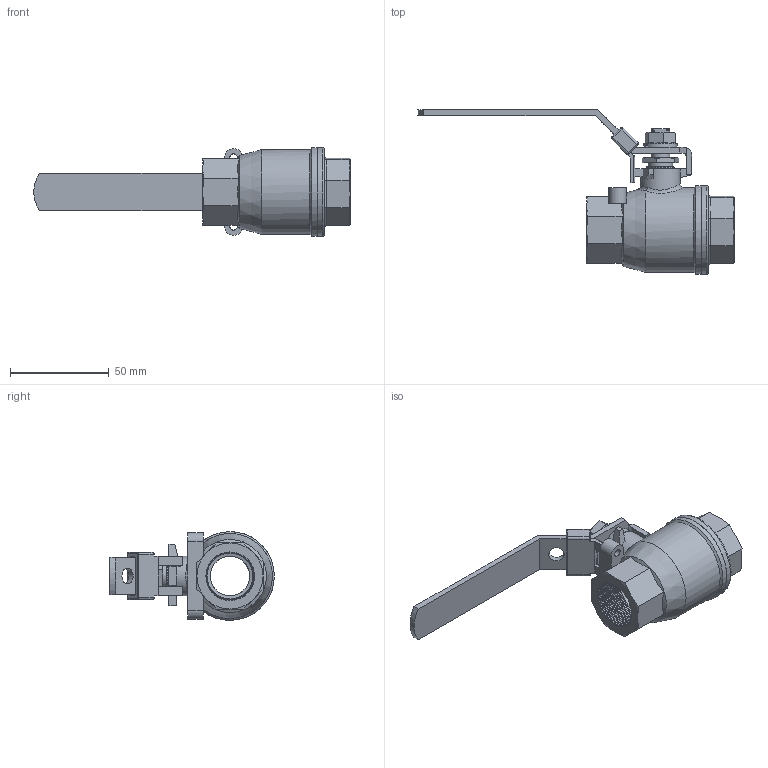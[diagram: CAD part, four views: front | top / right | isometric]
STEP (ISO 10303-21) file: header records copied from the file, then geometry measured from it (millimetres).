
FILE_DESCRIPTION((''),'2;1');
FILE_NAME('VSS075.stp','2013-06-27T15:10:30',('mclevenger'),(''),'Autodesk Inventor 2013','Autodesk Inventor 2013','');
FILE_SCHEMA(('AUTOMOTIVE_DESIGN { 1 0 10303 214 1 1 1 1 }'));
Length unit declared in the file: millimetre
Products named in the file (13): VSS075; VSS075 NT_�w�]; VSS075 TW_�w�]; VSS075 CP_�w�]; VSS075 SM_�w�]; VSS075 HE_�w�]; VSS075BY_�w�]; VSS075 BL_�w�]; VSS075 ST_�w�]; VSS075 PG_�w�]; VSS075 GT_�w�]; VSS075 GN_�w�]; VSS075 SW_�w�]
Assembly tree (13 placements, depth 2):
  VSS075
    VSS075 NT_�w�]
    VSS075 TW_�w�]
    VSS075 CP_�w�]
    VSS075 SM_�w�]
    VSS075 HE_�w�]
    VSS075BY_�w�]
    VSS075 BL_�w�]
    VSS075 ST_�w�]  x2
    VSS075 PG_�w�]
    VSS075 GT_�w�]
    VSS075 GN_�w�]
    VSS075 SW_�w�]
Bounding box: 160.29 x 83.5 x 45 mm (x, y, z)
Volume: 75670.4 mm3; surface area: 47015.1 mm2
Topology: 14 solids, 14 shells, 380 faces, 1096 edges, 717 vertices
Faces by surface type: plane 142, cylinder 117, cone 88, bspline 21, torus 10, sphere 2
Full cylindrical faces by diameter (mm): 3.797 x2, 8 x1, 8.433 x1, 9.5 x3, 10 x2, 12.331 x2, 12.5 x2, 12.6 x1, 12.8 x3, 13 x8, 13.5 x1, 20 x6, 30 x4, 35.8 x1, 36.3 x7, 38 x8, 38.5 x1, 41 x1, 42 x1, 43 x1, 45 x2
Entity records: 35575 total; most frequent: CARTESIAN_POINT 27382, ORIENTED_EDGE 1810, DIRECTION 1425, EDGE_CURVE 905, VERTEX_POINT 685, AXIS2_PLACEMENT_3D 570, EDGE_LOOP 428, FACE_OUTER_BOUND 322
